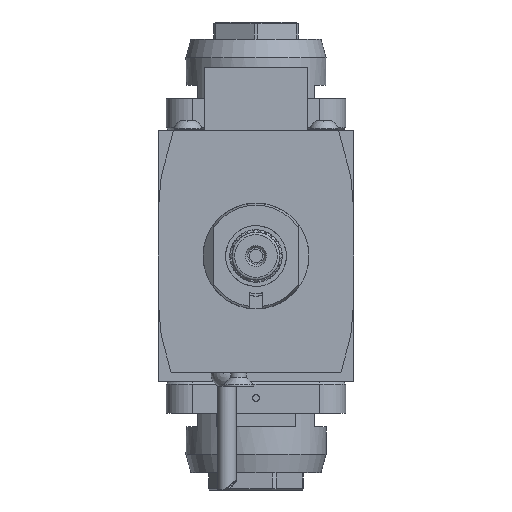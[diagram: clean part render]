
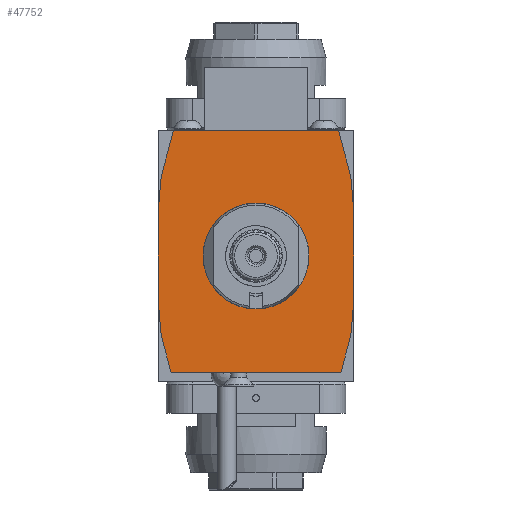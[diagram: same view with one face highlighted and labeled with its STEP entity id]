
A CAD part, front view. The second image highlights one B-rep face of the part: STEP entity #47752.
In plain terms, the highlighted planar face has unit normal (0, -1, 0).
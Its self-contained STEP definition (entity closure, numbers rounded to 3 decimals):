
#605 = EDGE_CURVE ( 'NONE', #25001, #17860, #32629, .T. ) ;
#651 = CARTESIAN_POINT ( 'NONE',  ( 32.158, -120., -44. ) ) ;
#1058 = ORIENTED_EDGE ( 'NONE', *, *, #38361, .T. ) ;
#1071 = DIRECTION ( 'NONE',  ( -0.087, 0., -0.996 ) ) ;
#1315 = EDGE_CURVE ( 'NONE', #47847, #45553, #21978, .T. ) ;
#1491 = AXIS2_PLACEMENT_3D ( 'NONE', #39347, #42552, #24495 ) ;
#1786 = DIRECTION ( 'NONE',  ( -0.087, 0., 0.996 ) ) ;
#1894 = EDGE_LOOP ( 'NONE', ( #7210 ) ) ;
#4246 = EDGE_CURVE ( 'NONE', #45365, #18173, #37650, .T. ) ;
#5211 = CARTESIAN_POINT ( 'NONE',  ( 35.867, -120., 30.155 ) ) ;
#5598 = DIRECTION ( 'NONE',  ( 0., 0., -1. ) ) ;
#5702 = DIRECTION ( 'NONE',  ( 1., 0., 0. ) ) ;
#5726 = CARTESIAN_POINT ( 'NONE',  ( 37., -120., 0. ) ) ;
#6228 = VECTOR ( 'NONE', #1786, 1000. ) ;
#6423 = DIRECTION ( 'NONE',  ( 0.087, 0., 0.996 ) ) ;
#7032 = CARTESIAN_POINT ( 'NONE',  ( -32.158, -120., -44. ) ) ;
#7210 = ORIENTED_EDGE ( 'NONE', *, *, #27386, .T. ) ;
#7604 = VECTOR ( 'NONE', #19809, 1000. ) ;
#8229 = CARTESIAN_POINT ( 'NONE',  ( 35.867, -120., -30.155 ) ) ;
#8260 = VERTEX_POINT ( 'NONE', #11531 ) ;
#8540 = CARTESIAN_POINT ( 'NONE',  ( -35.867, -120., 30.155 ) ) ;
#8560 = DIRECTION ( 'NONE',  ( -1., 0., 0. ) ) ;
#8805 = ORIENTED_EDGE ( 'NONE', *, *, #44045, .F. ) ;
#8984 = VECTOR ( 'NONE', #5702, 1000. ) ;
#9426 = FACE_BOUND ( 'NONE', #1894, .T. ) ;
#10970 = DIRECTION ( 'NONE',  ( 0.259, 0., -0.966 ) ) ;
#11531 = CARTESIAN_POINT ( 'NONE',  ( -31.22, -120., 47.5 ) ) ;
#12047 = EDGE_CURVE ( 'NONE', #8260, #25695, #35636, .T. ) ;
#12261 = CARTESIAN_POINT ( 'NONE',  ( 37., -120., 17.21 ) ) ;
#12656 = ORIENTED_EDGE ( 'NONE', *, *, #22420, .T. ) ;
#12835 = VERTEX_POINT ( 'NONE', #651 ) ;
#13858 = DIRECTION ( 'NONE',  ( 0., 0., 1. ) ) ;
#14566 = VECTOR ( 'NONE', #1071, 1000. ) ;
#15044 = CARTESIAN_POINT ( 'NONE',  ( 0., -120., -19.656 ) ) ;
#15534 = EDGE_CURVE ( 'NONE', #23312, #8260, #33792, .T. ) ;
#15938 = ORIENTED_EDGE ( 'NONE', *, *, #29504, .T. ) ;
#16896 = CARTESIAN_POINT ( 'NONE',  ( -35.867, -120., 30.155 ) ) ;
#17860 = VERTEX_POINT ( 'NONE', #19194 ) ;
#18000 = ORIENTED_EDGE ( 'NONE', *, *, #1315, .T. ) ;
#18173 = VERTEX_POINT ( 'NONE', #7032 ) ;
#18535 = CARTESIAN_POINT ( 'NONE',  ( 38.213, -120., -3.343 ) ) ;
#19194 = CARTESIAN_POINT ( 'NONE',  ( -37., -120., 17.21 ) ) ;
#19296 = CARTESIAN_POINT ( 'NONE',  ( 37., -120., -17.21 ) ) ;
#19510 = CARTESIAN_POINT ( 'NONE',  ( 35.867, -120., 30.155 ) ) ;
#19539 = ORIENTED_EDGE ( 'NONE', *, *, #15534, .T. ) ;
#19809 = DIRECTION ( 'NONE',  ( -0.259, 0., 0.966 ) ) ;
#20246 = ORIENTED_EDGE ( 'NONE', *, *, #4246, .T. ) ;
#20373 = VECTOR ( 'NONE', #37524, 1000. ) ;
#21410 = ORIENTED_EDGE ( 'NONE', *, *, #605, .F. ) ;
#21897 = CARTESIAN_POINT ( 'NONE',  ( -37., -120., -17.21 ) ) ;
#21978 = LINE ( 'NONE', #18535, #32865 ) ;
#22420 = EDGE_CURVE ( 'NONE', #45553, #42819, #39580, .T. ) ;
#22453 = LINE ( 'NONE', #37291, #20373 ) ;
#22826 = CARTESIAN_POINT ( 'NONE',  ( -35.867, -120., 30.155 ) ) ;
#23005 = ORIENTED_EDGE ( 'NONE', *, *, #31263, .T. ) ;
#23194 = VECTOR ( 'NONE', #47727, 1000. ) ;
#23312 = VERTEX_POINT ( 'NONE', #35863 ) ;
#24238 = CARTESIAN_POINT ( 'NONE',  ( -35.867, -120., -30.155 ) ) ;
#24349 = EDGE_LOOP ( 'NONE', ( #8805, #20246, #15938, #30725, #18000, #12656, #26329, #23005, #19539, #45048, #1058, #21410 ) ) ;
#24495 = DIRECTION ( 'NONE',  ( 0., 0., -1. ) ) ;
#24690 = LINE ( 'NONE', #32374, #8984 ) ;
#25001 = VERTEX_POINT ( 'NONE', #21897 ) ;
#25695 = VERTEX_POINT ( 'NONE', #8540 ) ;
#26329 = ORIENTED_EDGE ( 'NONE', *, *, #46935, .F. ) ;
#27386 = EDGE_CURVE ( 'NONE', #37298, #37298, #42802, .T. ) ;
#27563 = DIRECTION ( 'NONE',  ( 0., 1., 0. ) ) ;
#28754 = VECTOR ( 'NONE', #10970, 1000. ) ;
#29504 = EDGE_CURVE ( 'NONE', #18173, #12835, #24690, .T. ) ;
#29957 = VECTOR ( 'NONE', #35838, 1000. ) ;
#30670 = VERTEX_POINT ( 'NONE', #19510 ) ;
#30725 = ORIENTED_EDGE ( 'NONE', *, *, #39209, .T. ) ;
#30775 = CARTESIAN_POINT ( 'NONE',  ( -31.22, -120., 47.5 ) ) ;
#31165 = FACE_OUTER_BOUND ( 'NONE', #24349, .T. ) ;
#31263 = EDGE_CURVE ( 'NONE', #30670, #23312, #45724, .T. ) ;
#31487 = VECTOR ( 'NONE', #8560, 1000. ) ;
#32374 = CARTESIAN_POINT ( 'NONE',  ( 32.158, -120., -44. ) ) ;
#32629 = LINE ( 'NONE', #47691, #36339 ) ;
#32777 = VECTOR ( 'NONE', #34676, 1000. ) ;
#32865 = VECTOR ( 'NONE', #6423, 1000. ) ;
#33377 = CARTESIAN_POINT ( 'NONE',  ( -35.867, -120., -30.155 ) ) ;
#33792 = LINE ( 'NONE', #30775, #31487 ) ;
#34496 = CARTESIAN_POINT ( 'NONE',  ( 0., -120., 0. ) ) ;
#34676 = DIRECTION ( 'NONE',  ( 0.259, 0., 0.966 ) ) ;
#35636 = LINE ( 'NONE', #16896, #23194 ) ;
#35838 = DIRECTION ( 'NONE',  ( 0., 0., 1. ) ) ;
#35863 = CARTESIAN_POINT ( 'NONE',  ( 31.22, -120., 47.5 ) ) ;
#36339 = VECTOR ( 'NONE', #13858, 1000. ) ;
#37291 = CARTESIAN_POINT ( 'NONE',  ( 38.213, -120., 3.343 ) ) ;
#37298 = VERTEX_POINT ( 'NONE', #15044 ) ;
#37524 = DIRECTION ( 'NONE',  ( 0.087, 0., -0.996 ) ) ;
#37650 = LINE ( 'NONE', #44823, #28754 ) ;
#38123 = LINE ( 'NONE', #22826, #14566 ) ;
#38361 = EDGE_CURVE ( 'NONE', #25695, #17860, #38123, .T. ) ;
#38860 = PLANE ( 'NONE',  #1491 ) ;
#39209 = EDGE_CURVE ( 'NONE', #12835, #47847, #42077, .T. ) ;
#39347 = CARTESIAN_POINT ( 'NONE',  ( 0., -120., 22.15 ) ) ;
#39580 = LINE ( 'NONE', #5726, #29957 ) ;
#42077 = LINE ( 'NONE', #8229, #32777 ) ;
#42552 = DIRECTION ( 'NONE',  ( 0., 1., 0. ) ) ;
#42802 = CIRCLE ( 'NONE', #47521, 19.656 ) ;
#42819 = VERTEX_POINT ( 'NONE', #12261 ) ;
#43009 = LINE ( 'NONE', #24238, #6228 ) ;
#44045 = EDGE_CURVE ( 'NONE', #45365, #25001, #43009, .T. ) ;
#44823 = CARTESIAN_POINT ( 'NONE',  ( -35.867, -120., -30.155 ) ) ;
#45048 = ORIENTED_EDGE ( 'NONE', *, *, #12047, .T. ) ;
#45365 = VERTEX_POINT ( 'NONE', #33377 ) ;
#45553 = VERTEX_POINT ( 'NONE', #19296 ) ;
#45724 = LINE ( 'NONE', #5211, #7604 ) ;
#46935 = EDGE_CURVE ( 'NONE', #30670, #42819, #22453, .T. ) ;
#47458 = CARTESIAN_POINT ( 'NONE',  ( 35.867, -120., -30.155 ) ) ;
#47521 = AXIS2_PLACEMENT_3D ( 'NONE', #34496, #27563, #5598 ) ;
#47691 = CARTESIAN_POINT ( 'NONE',  ( -37., -120., 0. ) ) ;
#47727 = DIRECTION ( 'NONE',  ( -0.259, 0., -0.966 ) ) ;
#47752 = ADVANCED_FACE ( 'NONE', ( #31165, #9426 ), #38860, .F. ) ;
#47847 = VERTEX_POINT ( 'NONE', #47458 ) ;
